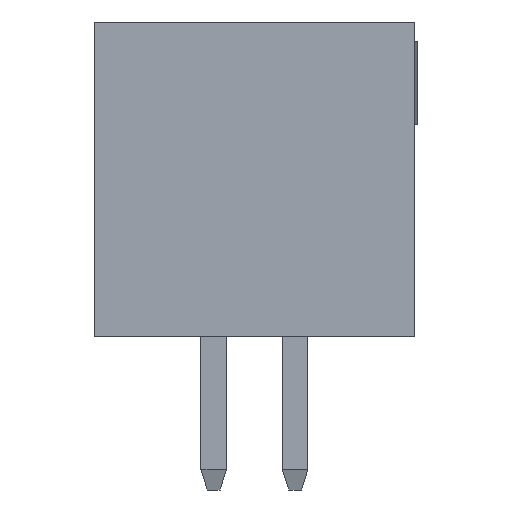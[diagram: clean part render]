
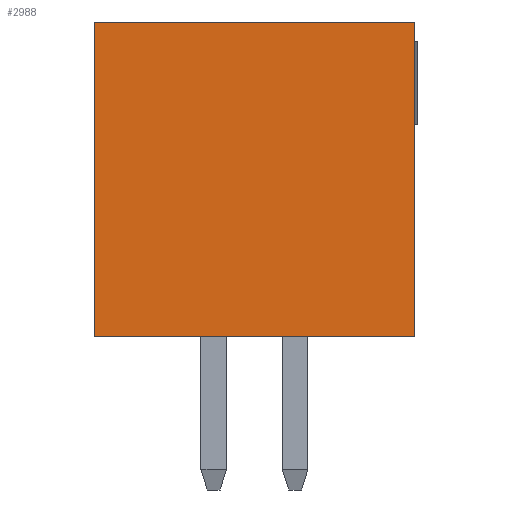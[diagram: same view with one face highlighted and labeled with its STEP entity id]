
A CAD part, left-side view. The second image highlights one B-rep face of the part: STEP entity #2988.
In plain terms, the highlighted planar face has unit normal (-1, 0, 0).
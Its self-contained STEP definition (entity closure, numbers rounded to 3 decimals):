
#521=ORIENTED_EDGE('',*,*,#1106,.F.);
#522=ORIENTED_EDGE('',*,*,#1094,.F.);
#523=ORIENTED_EDGE('',*,*,#923,.T.);
#524=ORIENTED_EDGE('',*,*,#1190,.T.);
#923=EDGE_CURVE('',#1348,#1347,#1619,.T.);
#1094=EDGE_CURVE('',#1348,#1468,#1790,.T.);
#1106=EDGE_CURVE('',#1468,#1475,#1802,.T.);
#1190=EDGE_CURVE('',#1347,#1475,#1886,.T.);
#1347=VERTEX_POINT('',#4015);
#1348=VERTEX_POINT('',#4017);
#1468=VERTEX_POINT('',#4353);
#1475=VERTEX_POINT('',#4373);
#1619=LINE('',#4016,#2043);
#1790=LINE('',#4352,#2214);
#1802=LINE('',#4372,#2226);
#1886=LINE('',#4538,#2310);
#2043=VECTOR('',#3266,1000.);
#2214=VECTOR('',#3527,1000.);
#2226=VECTOR('',#3541,1000.);
#2310=VECTOR('',#3665,1000.);
#2536=EDGE_LOOP('',(#521,#522,#523,#524));
#2694=FACE_BOUND('',#2536,.T.);
#2841=PLANE('',#3162);
#2988=ADVANCED_FACE('',(#2694),#2841,.T.);
#3162=AXIS2_PLACEMENT_3D('',#4539,#3666,#3667);
#3266=DIRECTION('',(0.,0.,1.));
#3527=DIRECTION('',(0.,1.,0.));
#3541=DIRECTION('',(0.,0.,1.));
#3665=DIRECTION('',(0.,1.,0.));
#3666=DIRECTION('',(-1.,0.,0.));
#3667=DIRECTION('',(0.,0.,1.));
#4015=CARTESIAN_POINT('',(-6.35,-2.5,2.45));
#4016=CARTESIAN_POINT('',(-6.35,-2.5,-2.45));
#4017=CARTESIAN_POINT('',(-6.35,-2.5,-2.45));
#4352=CARTESIAN_POINT('',(-6.35,-2.5,-2.45));
#4353=CARTESIAN_POINT('',(-6.35,2.5,-2.45));
#4372=CARTESIAN_POINT('',(-6.35,2.5,-2.45));
#4373=CARTESIAN_POINT('',(-6.35,2.5,2.45));
#4538=CARTESIAN_POINT('',(-6.35,-2.5,2.45));
#4539=CARTESIAN_POINT('',(-6.35,-2.5,-2.45));
